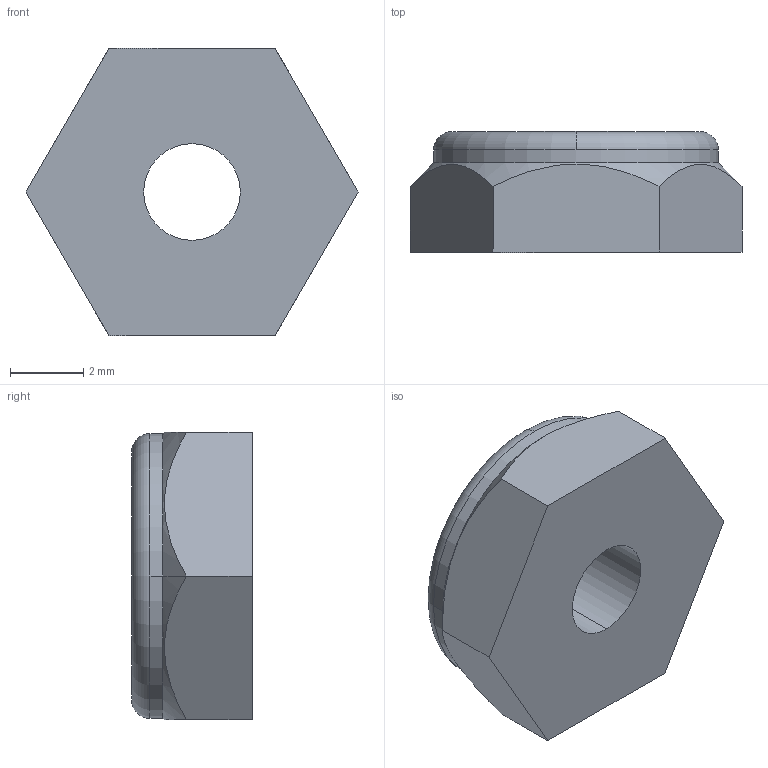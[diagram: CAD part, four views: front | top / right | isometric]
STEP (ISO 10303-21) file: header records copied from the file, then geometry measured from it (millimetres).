
FILE_DESCRIPTION (( 'STEP AP214' ), '1' );
FILE_NAME ('6-32 Nylock Jam Nut.step', '2018-12-20T18:47:12', ( '' ), ( '' ), 'SwSTEP 2.0', 'SolidWorks 2018', '' );
FILE_SCHEMA (( 'AUTOMOTIVE_DESIGN' ));
Length unit declared in the file: millimetre
Products named in the file (1): 6-32 Nylock Jam Nut
Bounding box: 9.09 x 3.3 x 7.87 mm (x, y, z)
Volume: 151.7 mm3; surface area: 201.9 mm2
Topology: 1 solids, 1 shells, 16 faces, 38 edges, 24 vertices
Faces by surface type: plane 8, cylinder 4, torus 2, cone 2
Entity records: 560 total; most frequent: CARTESIAN_POINT 149, DIRECTION 80, ORIENTED_EDGE 76, EDGE_CURVE 38, AXIS2_PLACEMENT_3D 31, VERTEX_POINT 24, VECTOR 18, EDGE_LOOP 18
